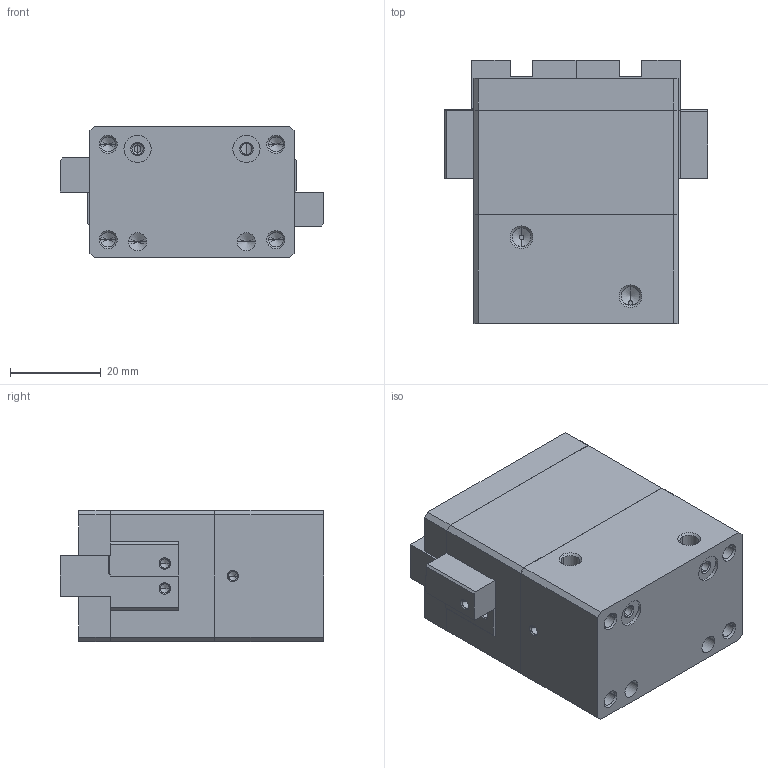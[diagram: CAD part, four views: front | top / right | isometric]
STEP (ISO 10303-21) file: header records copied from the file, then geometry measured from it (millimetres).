
FILE_DESCRIPTION( ( '' ), '1' );
FILE_NAME( 'lge45_lg450cgc_0_2_14a.stp', '2010-10-25T12:34:51', ( '' ), ( '' ), ' ', ' ', ' ' );
FILE_SCHEMA( ( 'automotive_design' ) );
Length unit declared in the file: millimetre
Products named in the file (3): 1; 2; 3
Bounding box: 58 x 58 x 29 mm (x, y, z)
Volume: 71669.7 mm3; surface area: 21253.1 mm2
Topology: 3 solids, 3 shells, 258 faces, 636 edges, 368 vertices
Faces by surface type: plane 106, cone 90, cylinder 62
Entity records: 14243 total; most frequent: CARTESIAN_POINT 1344, DIRECTION 1269, STYLED_ITEM 1223, PRESENTATION_STYLE_ASSIGNMENT 1223, COLOUR_RGB 1223, ORIENTED_EDGE 1188, EDGE_CURVE 594, CURVE_STYLE 594
